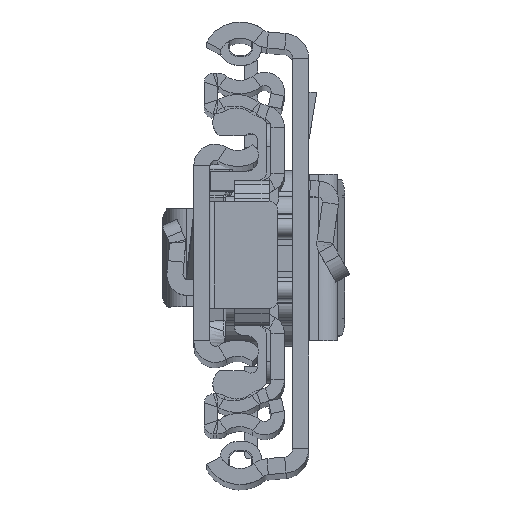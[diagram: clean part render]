
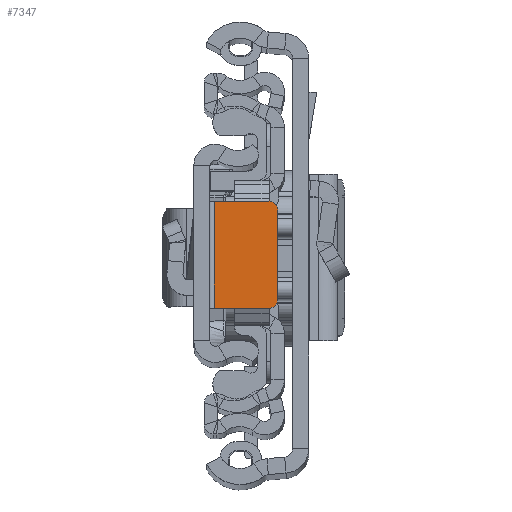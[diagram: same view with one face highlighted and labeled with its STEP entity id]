
A CAD part, top view. The second image highlights one B-rep face of the part: STEP entity #7347.
In plain terms, the highlighted planar face has unit normal (0, 0, 1).
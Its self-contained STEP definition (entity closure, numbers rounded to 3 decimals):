
#317 = DIRECTION ( 'NONE',  ( 0., 0., 1. ) ) ;
#889 = DIRECTION ( 'NONE',  ( 1., 0., 0. ) ) ;
#1086 = ORIENTED_EDGE ( 'NONE', *, *, #11496, .F. ) ;
#2318 = VERTEX_POINT ( 'NONE', #8815 ) ;
#2910 = CARTESIAN_POINT ( 'NONE',  ( -8.4, -4.849, -6.8 ) ) ;
#4093 = VECTOR ( 'NONE', #24057, 1000. ) ;
#4806 = CARTESIAN_POINT ( 'NONE',  ( -8.4, 5.151, -6.8 ) ) ;
#5665 = DIRECTION ( 'NONE',  ( 0., -1., 0. ) ) ;
#6216 = CARTESIAN_POINT ( 'NONE',  ( -9.4, 6.151, -6.8 ) ) ;
#6360 = CARTESIAN_POINT ( 'NONE',  ( -9.4, 5.151, -6.8 ) ) ;
#7347 = ADVANCED_FACE ( 'NONE', ( #19471 ), #12047, .T. ) ;
#7482 = EDGE_CURVE ( 'NONE', #16088, #16280, #8499, .T. ) ;
#7944 = LINE ( 'NONE', #26536, #29101 ) ;
#8085 = DIRECTION ( 'NONE',  ( 1., 0., 0. ) ) ;
#8145 = ORIENTED_EDGE ( 'NONE', *, *, #7482, .F. ) ;
#8499 = LINE ( 'NONE', #6216, #22139 ) ;
#8791 = EDGE_CURVE ( 'NONE', #18378, #16280, #22207, .T. ) ;
#8815 = CARTESIAN_POINT ( 'NONE',  ( -2.3, -5.849, -6.8 ) ) ;
#9867 = LINE ( 'NONE', #10026, #24484 ) ;
#9892 = CARTESIAN_POINT ( 'NONE',  ( 0., 0., -6.8 ) ) ;
#10026 = CARTESIAN_POINT ( 'NONE',  ( -1.8, 6.151, -6.8 ) ) ;
#10033 = VERTEX_POINT ( 'NONE', #13506 ) ;
#11197 = ORIENTED_EDGE ( 'NONE', *, *, #8791, .T. ) ;
#11496 = EDGE_CURVE ( 'NONE', #10033, #2318, #7944, .T. ) ;
#11672 = ORIENTED_EDGE ( 'NONE', *, *, #28243, .F. ) ;
#12047 = PLANE ( 'NONE',  #18727 ) ;
#12168 = VERTEX_POINT ( 'NONE', #25466 ) ;
#13437 = CIRCLE ( 'NONE', #28014, 1. ) ;
#13506 = CARTESIAN_POINT ( 'NONE',  ( -2.3, 6.151, -6.8 ) ) ;
#14190 = CARTESIAN_POINT ( 'NONE',  ( -8.4, 6.151, -6.8 ) ) ;
#14270 = DIRECTION ( 'NONE',  ( 1., 0., 0. ) ) ;
#14935 = DIRECTION ( 'NONE',  ( 0., 1., 0. ) ) ;
#16088 = VERTEX_POINT ( 'NONE', #20083 ) ;
#16280 = VERTEX_POINT ( 'NONE', #6360 ) ;
#17185 = CARTESIAN_POINT ( 'NONE',  ( -9.4, -5.849, -6.8 ) ) ;
#18378 = VERTEX_POINT ( 'NONE', #14190 ) ;
#18727 = AXIS2_PLACEMENT_3D ( 'NONE', #9892, #317, #28765 ) ;
#18881 = LINE ( 'NONE', #17185, #4093 ) ;
#19471 = FACE_OUTER_BOUND ( 'NONE', #22126, .T. ) ;
#19500 = EDGE_CURVE ( 'NONE', #18378, #10033, #9867, .T. ) ;
#20083 = CARTESIAN_POINT ( 'NONE',  ( -9.4, -4.849, -6.8 ) ) ;
#22126 = EDGE_LOOP ( 'NONE', ( #8145, #24757, #11672, #1086, #24567, #11197 ) ) ;
#22139 = VECTOR ( 'NONE', #14935, 1000. ) ;
#22207 = CIRCLE ( 'NONE', #27556, 1. ) ;
#23443 = EDGE_CURVE ( 'NONE', #16088, #12168, #13437, .T. ) ;
#23847 = DIRECTION ( 'NONE',  ( 0., 0., 1. ) ) ;
#24057 = DIRECTION ( 'NONE',  ( -1., 0., 0. ) ) ;
#24484 = VECTOR ( 'NONE', #889, 1000. ) ;
#24567 = ORIENTED_EDGE ( 'NONE', *, *, #19500, .F. ) ;
#24757 = ORIENTED_EDGE ( 'NONE', *, *, #23443, .T. ) ;
#25466 = CARTESIAN_POINT ( 'NONE',  ( -8.4, -5.849, -6.8 ) ) ;
#26536 = CARTESIAN_POINT ( 'NONE',  ( -2.3, 6.151, -6.8 ) ) ;
#27556 = AXIS2_PLACEMENT_3D ( 'NONE', #4806, #23847, #14270 ) ;
#28014 = AXIS2_PLACEMENT_3D ( 'NONE', #2910, #28951, #8085 ) ;
#28243 = EDGE_CURVE ( 'NONE', #2318, #12168, #18881, .T. ) ;
#28765 = DIRECTION ( 'NONE',  ( 1., 0., 0. ) ) ;
#28951 = DIRECTION ( 'NONE',  ( 0., 0., 1. ) ) ;
#29101 = VECTOR ( 'NONE', #5665, 1000. ) ;
